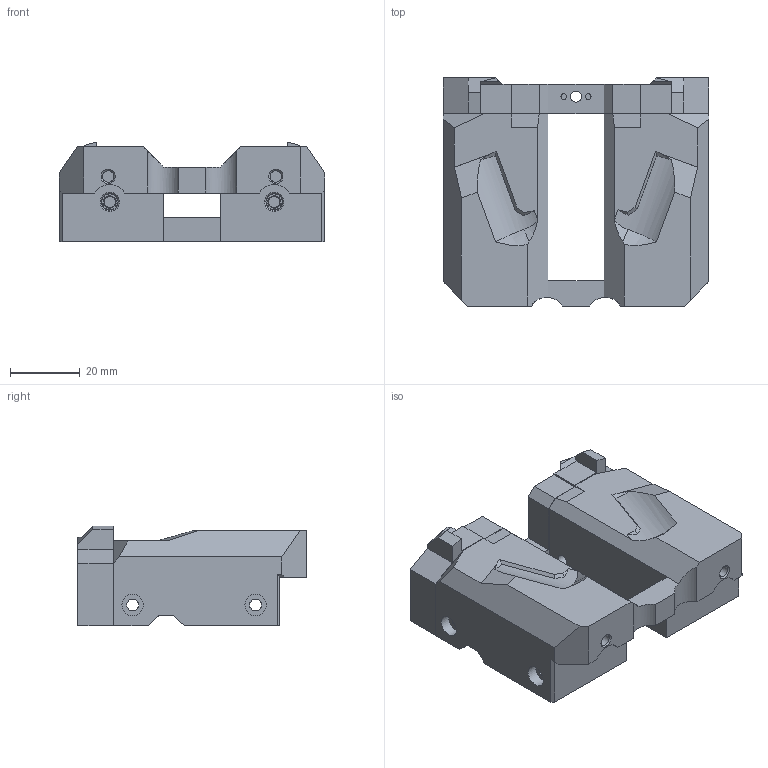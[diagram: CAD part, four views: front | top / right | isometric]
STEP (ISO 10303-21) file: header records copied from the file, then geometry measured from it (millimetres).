
FILE_DESCRIPTION(/* description */ (''),/* implementation_level */ '2;1');
FILE_NAME(/* name */ 'Base - XOL.step',/* time_stamp */ '2025-11-08T15:16:33+11:00',/* author */ (''),/* organization */ (''),/* preprocessor_version */ 'ST-DEVELOPER v20.1',/* originating_system */ 'Autodesk Translation Framework v14.21.0.0',/* authorisation */ '');
FILE_SCHEMA (('AUTOMOTIVE_DESIGN { 1 0 10303 214 3 1 1 }'));
Length unit declared in the file: millimetre
Products named in the file (8): Dock; Heat Inserts; M3 Threaded Insert (3) (8) (1); Link Inserts Wide; M3 Threaded Insert (3) (8) (1)_1; M3 Threaded Insert (3) (8) (1)_1_1; Back (3) (1); Base (2) (1)
Assembly tree (11 placements, depth 3):
  Dock
    Heat Inserts
      M3 Threaded Insert (3) (8) (1)  x4
    Link Inserts Wide
      M3 Threaded Insert (3) (8) (1)_1  x2
    M3 Threaded Insert (3) (8) (1)_1_1
    Back (3) (1)
    Base (2) (1)
Bounding box: 76 x 65.4 x 28.61 mm (x, y, z)
Volume: 84335.9 mm3; surface area: 24396.1 mm2
Topology: 9 solids, 9 shells, 1142 faces, 3204 edges, 2119 vertices
Faces by surface type: bspline 562, cylinder 252, plane 210, cone 118
Full cylindrical faces by diameter (mm): 1.6 x2, 3.2 x8, 3.3 x2, 3.4 x4, 4.1 x7, 4.25 x14, 4.7 x7, 6 x2, 6.1 x4
Entity records: 35801 total; most frequent: CARTESIAN_POINT 20885, ORIENTED_EDGE 3448, DIRECTION 2550, EDGE_CURVE 1724, VERTEX_POINT 1135, AXIS2_PLACEMENT_3D 990, EDGE_LOOP 669, FACE_OUTER_BOUND 622
